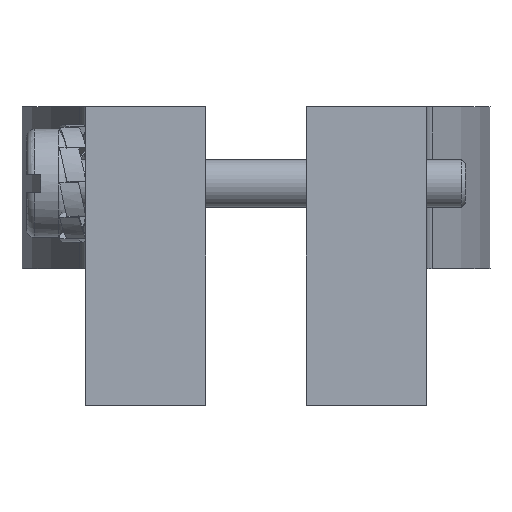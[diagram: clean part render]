
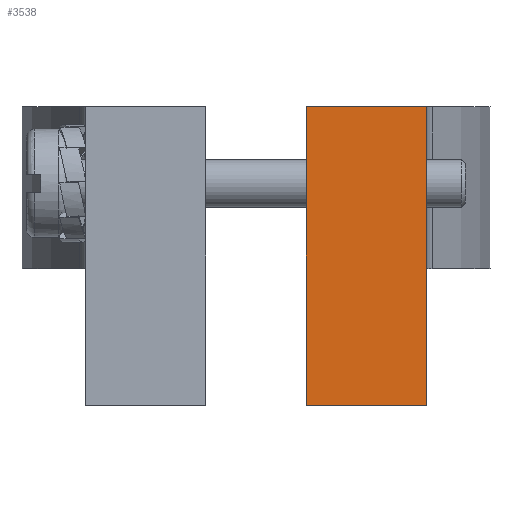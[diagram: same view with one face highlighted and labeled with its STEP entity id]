
A CAD part, left-side view. The second image highlights one B-rep face of the part: STEP entity #3538.
In plain terms, the highlighted face is planar.
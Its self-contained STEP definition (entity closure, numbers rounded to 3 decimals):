
#259=PLANE('',#3816);
#380=FACE_OUTER_BOUND('',#586,.T.);
#586=EDGE_LOOP('',(#2533,#2534,#2535,#2536));
#795=LINE('',#5410,#1089);
#805=LINE('',#5432,#1099);
#822=LINE('',#5466,#1116);
#826=LINE('',#5474,#1120);
#1089=VECTOR('',#4283,10.);
#1099=VECTOR('',#4297,10.);
#1116=VECTOR('',#4334,10.);
#1120=VECTOR('',#4346,10.);
#1515=VERTEX_POINT('',#5407);
#1516=VERTEX_POINT('',#5409);
#1523=VERTEX_POINT('',#5430);
#1530=VERTEX_POINT('',#5465);
#1884=EDGE_CURVE('',#1515,#1516,#795,.T.);
#1895=EDGE_CURVE('',#1523,#1515,#805,.T.);
#1912=EDGE_CURVE('',#1530,#1523,#822,.T.);
#1916=EDGE_CURVE('',#1530,#1516,#826,.T.);
#2533=ORIENTED_EDGE('',*,*,#1916,.T.);
#2534=ORIENTED_EDGE('',*,*,#1884,.F.);
#2535=ORIENTED_EDGE('',*,*,#1895,.F.);
#2536=ORIENTED_EDGE('',*,*,#1912,.F.);
#3538=ADVANCED_FACE('',(#380),#259,.T.);
#3816=AXIS2_PLACEMENT_3D('',#5476,#4348,#4349);
#4283=DIRECTION('',(0.,1.,0.));
#4297=DIRECTION('',(0.,0.,1.));
#4334=DIRECTION('',(0.,-1.,0.));
#4346=DIRECTION('',(0.,0.,1.));
#4348=DIRECTION('center_axis',(1.,0.,0.));
#4349=DIRECTION('ref_axis',(0.,1.,0.));
#5407=CARTESIAN_POINT('',(16.75,0.,8.09));
#5409=CARTESIAN_POINT('',(16.75,6.,8.09));
#5410=CARTESIAN_POINT('',(16.75,0.,8.09));
#5430=CARTESIAN_POINT('',(16.75,0.,-6.81));
#5432=CARTESIAN_POINT('',(16.75,0.,0.));
#5465=CARTESIAN_POINT('',(16.75,6.,-6.81));
#5466=CARTESIAN_POINT('',(16.75,6.,-6.81));
#5474=CARTESIAN_POINT('',(16.75,6.,0.));
#5476=CARTESIAN_POINT('Origin',(16.75,0.,0.));
